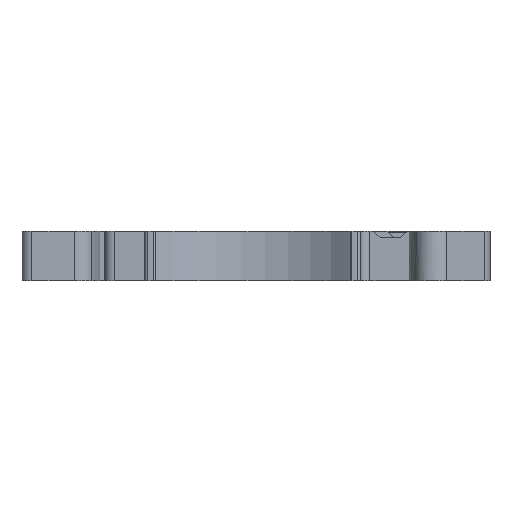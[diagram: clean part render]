
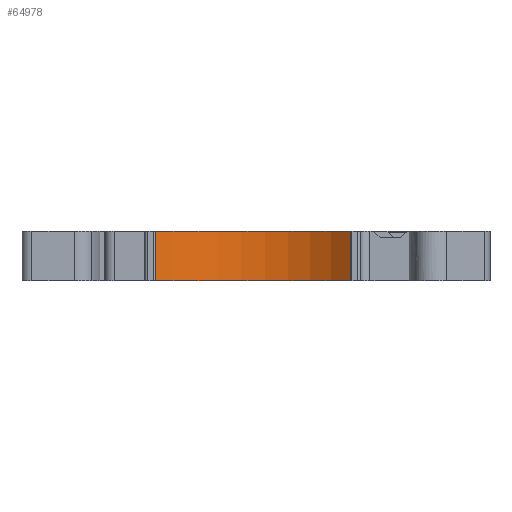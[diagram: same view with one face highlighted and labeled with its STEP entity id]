
A CAD part, front view. The second image highlights one B-rep face of the part: STEP entity #64978.
In plain terms, the highlighted cylindrical face has radius 15 mm (diameter 30 mm), a partial arc.
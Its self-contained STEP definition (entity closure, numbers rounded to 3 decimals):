
#679=CARTESIAN_POINT('',(4.552,-36.5,0.));
#680=DIRECTION('',(0.,0.,-1.));
#681=DIRECTION('',(-0.674,0.739,0.));
#682=AXIS2_PLACEMENT_3D('',#679,#680,#681);
#15436=CARTESIAN_POINT('',(4.552,-36.5,5.15));
#15437=DIRECTION('',(0.,0.,1.));
#15438=DIRECTION('',(0.674,0.739,0.));
#15439=AXIS2_PLACEMENT_3D('',#15436,#15437,#15438);
#19633=DIRECTION('',(0.,0.,-1.));
#19634=VECTOR('',#19633,5.15);
#19635=CARTESIAN_POINT('',(14.665,-25.422,5.15));
#19636=LINE('',#19635,#19634);
#19637=DIRECTION('',(0.,0.,1.));
#19638=VECTOR('',#19637,5.15);
#19639=CARTESIAN_POINT('',(-5.561,-25.422,0.));
#19640=LINE('',#19639,#19638);
#30106=CARTESIAN_POINT('',(-5.561,-25.422,0.));
#30107=VERTEX_POINT('',#30106);
#30108=CARTESIAN_POINT('',(14.665,-25.422,0.));
#30109=VERTEX_POINT('',#30108);
#31057=CARTESIAN_POINT('',(14.665,-25.422,5.15));
#31058=VERTEX_POINT('',#31057);
#31059=CARTESIAN_POINT('',(-5.561,-25.422,5.15));
#31060=VERTEX_POINT('',#31059);
#64966=CARTESIAN_POINT('',(4.552,-36.5,0.));
#64967=DIRECTION('',(0.,0.,1.));
#64968=DIRECTION('',(1.,0.,0.));
#64969=AXIS2_PLACEMENT_3D('',#64966,#64967,#64968);
#64970=CYLINDRICAL_SURFACE('',#64969,15.);
#64971=ORIENTED_EDGE('',*,*,#59668,.F.);
#64972=ORIENTED_EDGE('',*,*,#64958,.T.);
#64973=ORIENTED_EDGE('',*,*,#38315,.F.);
#64975=ORIENTED_EDGE('',*,*,#64974,.T.);
#64976=EDGE_LOOP('',(#64971,#64972,#64973,#64975));
#64977=FACE_OUTER_BOUND('',#64976,.F.);
#64978=ADVANCED_FACE('',(#64977),#64970,.F.);
#683=CIRCLE('',#682,15.);
#15440=CIRCLE('',#15439,15.);
#38315=EDGE_CURVE('',#30107,#30109,#683,.T.);
#59668=EDGE_CURVE('',#31058,#31060,#15440,.T.);
#64958=EDGE_CURVE('',#31058,#30109,#19636,.T.);
#64974=EDGE_CURVE('',#30107,#31060,#19640,.T.);
